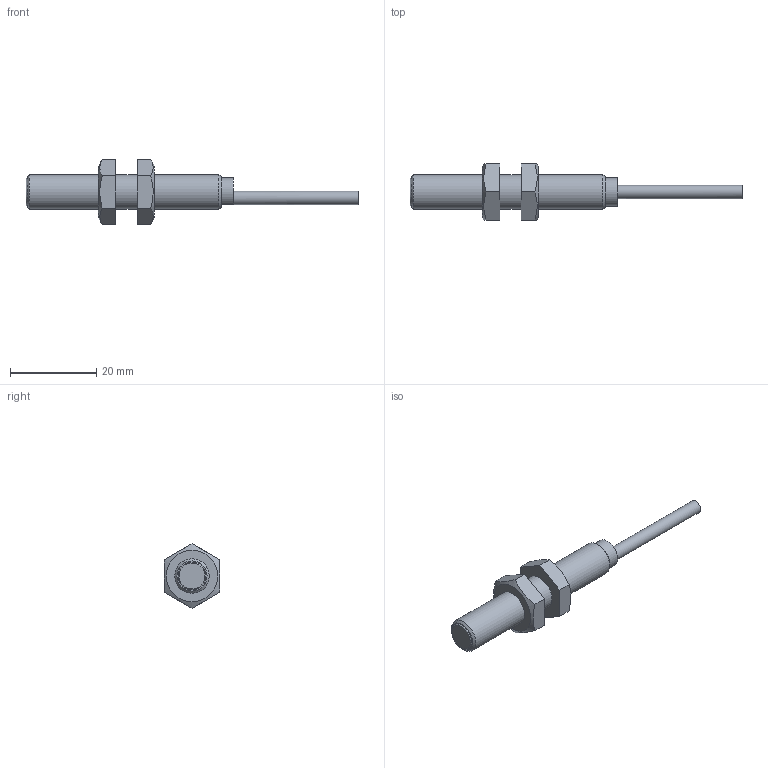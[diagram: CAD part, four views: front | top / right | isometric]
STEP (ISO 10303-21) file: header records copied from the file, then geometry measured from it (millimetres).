
FILE_DESCRIPTION(('FreeCAD Model'),'2;1');
FILE_NAME('DCC_08_M_03_xxLK.step','2016-02-12T15:59:49',( 'FreeCAD'),('FreeCAD'),'Open CASCADE STEP processor 6.7','FreeCAD', 'Unknown');
FILE_SCHEMA(('AUTOMOTIVE_DESIGN_CC2 { 1 2 10303 214 -1 1 5 4 }'));
Length unit declared in the file: millimetre
Products named in the file (1): DCC_08_M_03_xxLK
Bounding box: 77.09 x 13 x 15.01 mm (x, y, z)
Volume: 3323.8 mm3; surface area: 2086 mm2
Topology: 1 solids, 1 shells, 36 faces, 81 edges, 53 vertices
Faces by surface type: plane 23, cylinder 8, cone 4, torus 1
Full cylindrical faces by diameter (mm): 3.1 x1, 6.5 x1, 8 x3
Entity records: 2545 total; most frequent: CARTESIAN_POINT 761, DIRECTION 253, ORIENTED_EDGE 162, PCURVE 162, DEFINITIONAL_REPRESENTATION 162, LINE 114, VECTOR 114, EDGE_CURVE 81
